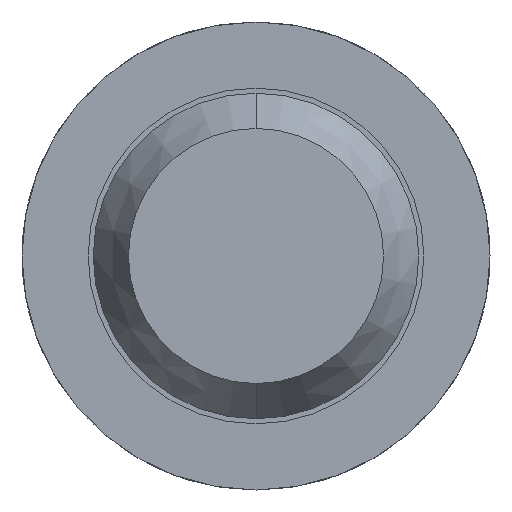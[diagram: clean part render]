
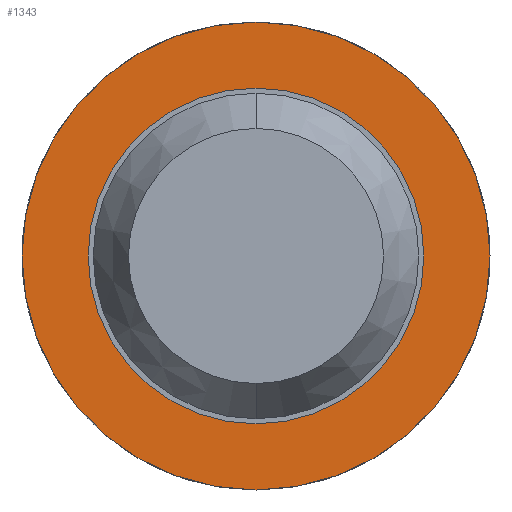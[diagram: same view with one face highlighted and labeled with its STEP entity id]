
A CAD part, front view. The second image highlights one B-rep face of the part: STEP entity #1343.
In plain terms, the highlighted planar face has unit normal (0, -1, 0).
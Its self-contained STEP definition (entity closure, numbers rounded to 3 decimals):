
#24 = DIRECTION ( 'NONE',  ( 0., 0., 1. ) ) ;
#667 = AXIS2_PLACEMENT_3D ( 'NONE', #2900, #4357, #2110 ) ;
#953 = FACE_BOUND ( 'NONE', #3949, .T. ) ;
#1089 = ORIENTED_EDGE ( 'NONE', *, *, #2075, .T. ) ;
#1100 = AXIS2_PLACEMENT_3D ( 'NONE', #4494, #2594, #2609 ) ;
#1343 = ADVANCED_FACE ( 'Defeature ausgef�hrt3_14', ( #3924, #953 ), #3998, .F. ) ;
#1506 = DIRECTION ( 'NONE',  ( 0., 1., 0. ) ) ;
#1515 = VERTEX_POINT ( 'NONE', #1898 ) ;
#1579 = CIRCLE ( 'NONE', #2090, 0.825 ) ;
#1654 = CIRCLE ( 'NONE', #2508, 1.15 ) ;
#1802 = CARTESIAN_POINT ( 'NONE',  ( 0., -1.7, -0.825 ) ) ;
#1898 = CARTESIAN_POINT ( 'NONE',  ( 0., -1.7, 1.15 ) ) ;
#2038 = VERTEX_POINT ( 'NONE', #1802 ) ;
#2075 = EDGE_CURVE ( 'Defeature ausgef�hrt3_14+Defeature ausgef�hrt3_13+Defeature ausgef�hrt3_13+Defeature ausgef�hrt3_13', #2038, #3623, #3818, .T. ) ;
#2090 = AXIS2_PLACEMENT_3D ( 'NONE', #4178, #4514, #2313 ) ;
#2110 = DIRECTION ( 'NONE',  ( 0., 0., 1. ) ) ;
#2313 = DIRECTION ( 'NONE',  ( 0., 0., 1. ) ) ;
#2367 = ORIENTED_EDGE ( 'NONE', *, *, #4727, .F. ) ;
#2463 = EDGE_LOOP ( 'NONE', ( #4460, #2367 ) ) ;
#2468 = DIRECTION ( 'NONE',  ( 0., 1., 0. ) ) ;
#2471 = ORIENTED_EDGE ( 'NONE', *, *, #4078, .T. ) ;
#2508 = AXIS2_PLACEMENT_3D ( 'NONE', #3371, #1506, #24 ) ;
#2562 = CIRCLE ( 'NONE', #3778, 1.15 ) ;
#2594 = DIRECTION ( 'NONE',  ( 0., 1., 0. ) ) ;
#2609 = DIRECTION ( 'NONE',  ( 0., 0., 1. ) ) ;
#2650 = EDGE_CURVE ( 'Defeature ausgef�hrt3_10+Defeature ausgef�hrt3_14+Defeature ausgef�hrt3_14+Defeature ausgef�hrt3_14', #1515, #2728, #1654, .T. ) ;
#2728 = VERTEX_POINT ( 'NONE', #3011 ) ;
#2900 = CARTESIAN_POINT ( 'NONE',  ( 0.825, -1.7, 0. ) ) ;
#3011 = CARTESIAN_POINT ( 'NONE',  ( 0., -1.7, -1.15 ) ) ;
#3371 = CARTESIAN_POINT ( 'NONE',  ( 0., -1.7, 0. ) ) ;
#3551 = CARTESIAN_POINT ( 'NONE',  ( 0., -1.7, 0. ) ) ;
#3568 = DIRECTION ( 'NONE',  ( 0., 0., 1. ) ) ;
#3623 = VERTEX_POINT ( 'NONE', #4150 ) ;
#3778 = AXIS2_PLACEMENT_3D ( 'NONE', #3551, #2468, #3568 ) ;
#3818 = CIRCLE ( 'NONE', #1100, 0.825 ) ;
#3924 = FACE_OUTER_BOUND ( 'NONE', #2463, .T. ) ;
#3949 = EDGE_LOOP ( 'NONE', ( #2471, #1089 ) ) ;
#3998 = PLANE ( 'NONE',  #667 ) ;
#4078 = EDGE_CURVE ( 'Defeature ausgef�hrt3_14+Defeature ausgef�hrt3_13+Defeature ausgef�hrt3_13+Defeature ausgef�hrt3_13', #3623, #2038, #1579, .T. ) ;
#4150 = CARTESIAN_POINT ( 'NONE',  ( 0., -1.7, 0.825 ) ) ;
#4178 = CARTESIAN_POINT ( 'NONE',  ( 0., -1.7, 0. ) ) ;
#4357 = DIRECTION ( 'NONE',  ( 0., 1., 0. ) ) ;
#4460 = ORIENTED_EDGE ( 'NONE', *, *, #2650, .F. ) ;
#4494 = CARTESIAN_POINT ( 'NONE',  ( 0., -1.7, 0. ) ) ;
#4514 = DIRECTION ( 'NONE',  ( 0., 1., 0. ) ) ;
#4727 = EDGE_CURVE ( 'Defeature ausgef�hrt3_10+Defeature ausgef�hrt3_14+Defeature ausgef�hrt3_14+Defeature ausgef�hrt3_14', #2728, #1515, #2562, .T. ) ;
